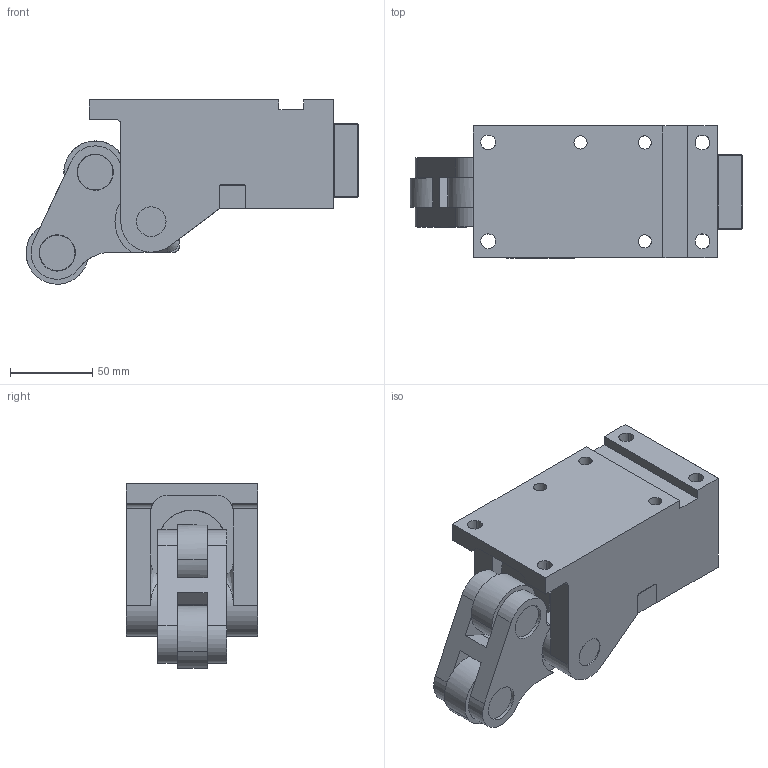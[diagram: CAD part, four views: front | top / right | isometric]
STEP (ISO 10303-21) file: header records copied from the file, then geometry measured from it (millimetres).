
FILE_DESCRIPTION(('CATIA V5 STEP Exchange'),'2;1');
FILE_NAME('CPUN_05000_25_45.stp','2015-11-17T07:48:43+00:00',('none'),('none'),'CATIA Version 5 Release 20 GA (IN-10)','CATIA V5 STEP AP203','none');
FILE_SCHEMA(('CONFIG_CONTROL_DESIGN'));
Length unit declared in the file: millimetre
Products named in the file (1): CPUN-05000-25-45
Bounding box: 201.5 x 80 x 111.99 mm (x, y, z)
Volume: 780494.1 mm3; surface area: 160356.5 mm2
Topology: 4 solids, 18 shells, 379 faces, 971 edges, 615 vertices
Faces by surface type: cylinder 171, plane 121, cone 53, torus 28, bspline 6
Entity records: 12230 total; most frequent: CARTESIAN_POINT 3587, ORIENTED_EDGE 1882, DIRECTION 1460, EDGE_CURVE 941, AXIS2_PLACEMENT_3D 706, VERTEX_POINT 615, VECTOR 438, EDGE_LOOP 438
